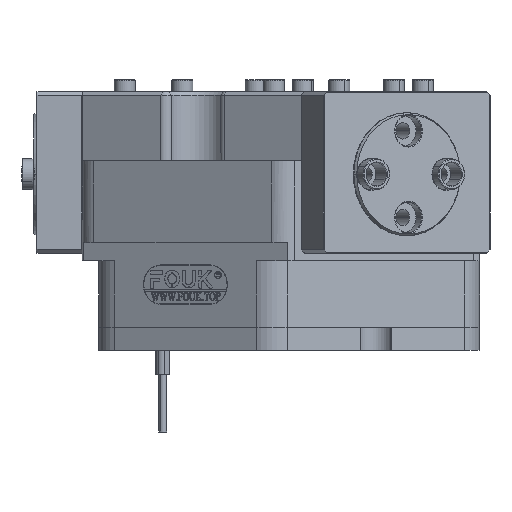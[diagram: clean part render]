
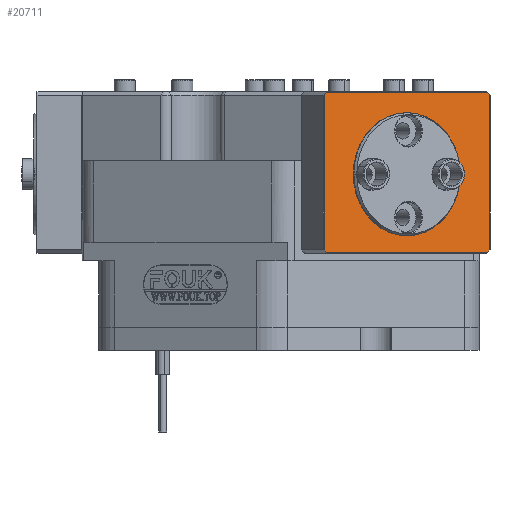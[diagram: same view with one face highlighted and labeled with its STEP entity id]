
A CAD part, front view. The second image highlights one B-rep face of the part: STEP entity #20711.
In plain terms, the highlighted face is planar.
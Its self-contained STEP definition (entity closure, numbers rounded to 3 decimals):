
#218 = ORIENTED_EDGE ( 'NONE', *, *, #38809, .T. ) ;
#1218 = CARTESIAN_POINT ( 'NONE',  ( -16., -0.5, 12. ) ) ;
#1581 = ORIENTED_EDGE ( 'NONE', *, *, #2523, .F. ) ;
#1965 = VECTOR ( 'NONE', #40178, 1000. ) ;
#2523 = EDGE_CURVE ( 'NONE', #26865, #25356, #31113, .T. ) ;
#2590 = ORIENTED_EDGE ( 'NONE', *, *, #14940, .T. ) ;
#2626 = VERTEX_POINT ( 'NONE', #8164 ) ;
#2933 = PLANE ( 'NONE',  #20039 ) ;
#3202 = VERTEX_POINT ( 'NONE', #27652 ) ;
#3646 = VECTOR ( 'NONE', #10961, 1000. ) ;
#4333 = VERTEX_POINT ( 'NONE', #24639 ) ;
#6450 = DIRECTION ( 'NONE',  ( 0., 0., 1. ) ) ;
#6475 = AXIS2_PLACEMENT_3D ( 'NONE', #24202, #30907, #7885 ) ;
#6744 = VECTOR ( 'NONE', #10657, 1000. ) ;
#6916 = CARTESIAN_POINT ( 'NONE',  ( 24., 21., 12. ) ) ;
#7885 = DIRECTION ( 'NONE',  ( 1., 0., 0. ) ) ;
#8164 = CARTESIAN_POINT ( 'NONE',  ( -24.2, -20.8, 12. ) ) ;
#9184 = ORIENTED_EDGE ( 'NONE', *, *, #36366, .T. ) ;
#9272 = CARTESIAN_POINT ( 'NONE',  ( 24.2, -20.8, 12. ) ) ;
#9736 = CARTESIAN_POINT ( 'NONE',  ( 24.8, 0., 12. ) ) ;
#9765 = DIRECTION ( 'NONE',  ( 1., 0., 0. ) ) ;
#10657 = DIRECTION ( 'NONE',  ( -0.707, 0.707, 0. ) ) ;
#10961 = DIRECTION ( 'NONE',  ( 0., -1., 0. ) ) ;
#12183 = LINE ( 'NONE', #27248, #41801 ) ;
#12486 = DIRECTION ( 'NONE',  ( 0., 1., 0. ) ) ;
#12627 = DIRECTION ( 'NONE',  ( 0., -1., 0. ) ) ;
#13268 = FACE_OUTER_BOUND ( 'NONE', #39103, .T. ) ;
#13293 = CARTESIAN_POINT ( 'NONE',  ( 24.8, 20.2, 12. ) ) ;
#13347 = ORIENTED_EDGE ( 'NONE', *, *, #33573, .F. ) ;
#13736 = AXIS2_PLACEMENT_3D ( 'NONE', #26251, #6450, #9765 ) ;
#14795 = DIRECTION ( 'NONE',  ( 0.707, -0.707, 0. ) ) ;
#14940 = EDGE_CURVE ( 'NONE', #39708, #29893, #27980, .T. ) ;
#15946 = EDGE_CURVE ( 'NONE', #3202, #4333, #38315, .T. ) ;
#16802 = DIRECTION ( 'NONE',  ( -0.707, -0.707, 0. ) ) ;
#17577 = ORIENTED_EDGE ( 'NONE', *, *, #26432, .T. ) ;
#17899 = CARTESIAN_POINT ( 'NONE',  ( -24.8, 0., 12. ) ) ;
#18175 = LINE ( 'NONE', #19644, #36337 ) ;
#18441 = VERTEX_POINT ( 'NONE', #13293 ) ;
#18639 = LINE ( 'NONE', #6916, #6744 ) ;
#19039 = ORIENTED_EDGE ( 'NONE', *, *, #15946, .T. ) ;
#19269 = DIRECTION ( 'NONE',  ( 0., 0., -1. ) ) ;
#19539 = VERTEX_POINT ( 'NONE', #9272 ) ;
#19644 = CARTESIAN_POINT ( 'NONE',  ( 25., -20., 12. ) ) ;
#20039 = AXIS2_PLACEMENT_3D ( 'NONE', #39197, #19269, #12627 ) ;
#20699 = EDGE_CURVE ( 'NONE', #42335, #18441, #38777, .T. ) ;
#20711 = ADVANCED_FACE ( 'NONE', ( #13268, #32006 ), #2933, .F. ) ;
#24202 = CARTESIAN_POINT ( 'NONE',  ( 0., -0.5, 12. ) ) ;
#24237 = ORIENTED_EDGE ( 'NONE', *, *, #33922, .T. ) ;
#24639 = CARTESIAN_POINT ( 'NONE',  ( -24.2, 20.8, 12. ) ) ;
#25065 = CIRCLE ( 'NONE', #13736, 16. ) ;
#25200 = ORIENTED_EDGE ( 'NONE', *, *, #20699, .T. ) ;
#25356 = VERTEX_POINT ( 'NONE', #30905 ) ;
#26251 = CARTESIAN_POINT ( 'NONE',  ( 0., -0.5, 12. ) ) ;
#26432 = EDGE_CURVE ( 'NONE', #18441, #3202, #18639, .T. ) ;
#26467 = DIRECTION ( 'NONE',  ( 0.707, 0.707, 0. ) ) ;
#26865 = VERTEX_POINT ( 'NONE', #1218 ) ;
#27248 = CARTESIAN_POINT ( 'NONE',  ( 0., -20.8, 12. ) ) ;
#27652 = CARTESIAN_POINT ( 'NONE',  ( 24.2, 20.8, 12. ) ) ;
#27980 = LINE ( 'NONE', #17899, #3646 ) ;
#29893 = VERTEX_POINT ( 'NONE', #32851 ) ;
#29898 = VECTOR ( 'NONE', #12486, 1000. ) ;
#30905 = CARTESIAN_POINT ( 'NONE',  ( 16., -0.5, 12. ) ) ;
#30907 = DIRECTION ( 'NONE',  ( 0., 0., 1. ) ) ;
#31113 = CIRCLE ( 'NONE', #6475, 16. ) ;
#31192 = CARTESIAN_POINT ( 'NONE',  ( -24., -21., 12. ) ) ;
#31612 = LINE ( 'NONE', #36868, #34757 ) ;
#31952 = EDGE_CURVE ( 'NONE', #2626, #19539, #12183, .T. ) ;
#32006 = FACE_BOUND ( 'NONE', #40217, .T. ) ;
#32851 = CARTESIAN_POINT ( 'NONE',  ( -24.8, -20.2, 12. ) ) ;
#33028 = ORIENTED_EDGE ( 'NONE', *, *, #31952, .T. ) ;
#33573 = EDGE_CURVE ( 'NONE', #25356, #26865, #25065, .T. ) ;
#33686 = DIRECTION ( 'NONE',  ( 1., 0., 0. ) ) ;
#33922 = EDGE_CURVE ( 'NONE', #29893, #2626, #34939, .T. ) ;
#34757 = VECTOR ( 'NONE', #16802, 1000. ) ;
#34939 = LINE ( 'NONE', #31192, #37534 ) ;
#36337 = VECTOR ( 'NONE', #26467, 1000. ) ;
#36366 = EDGE_CURVE ( 'NONE', #4333, #39708, #31612, .T. ) ;
#36701 = CARTESIAN_POINT ( 'NONE',  ( 0., 20.8, 12. ) ) ;
#36868 = CARTESIAN_POINT ( 'NONE',  ( -25., 20., 12. ) ) ;
#37534 = VECTOR ( 'NONE', #14795, 1000. ) ;
#38315 = LINE ( 'NONE', #36701, #1965 ) ;
#38361 = CARTESIAN_POINT ( 'NONE',  ( -24.8, 20.2, 12. ) ) ;
#38777 = LINE ( 'NONE', #9736, #29898 ) ;
#38809 = EDGE_CURVE ( 'NONE', #19539, #42335, #18175, .T. ) ;
#39103 = EDGE_LOOP ( 'NONE', ( #218, #25200, #17577, #19039, #9184, #2590, #24237, #33028 ) ) ;
#39197 = CARTESIAN_POINT ( 'NONE',  ( 0., 0., 12. ) ) ;
#39708 = VERTEX_POINT ( 'NONE', #38361 ) ;
#40178 = DIRECTION ( 'NONE',  ( -1., 0., 0. ) ) ;
#40217 = EDGE_LOOP ( 'NONE', ( #13347, #1581 ) ) ;
#40726 = CARTESIAN_POINT ( 'NONE',  ( 24.8, -20.2, 12. ) ) ;
#41801 = VECTOR ( 'NONE', #33686, 1000. ) ;
#42335 = VERTEX_POINT ( 'NONE', #40726 ) ;
